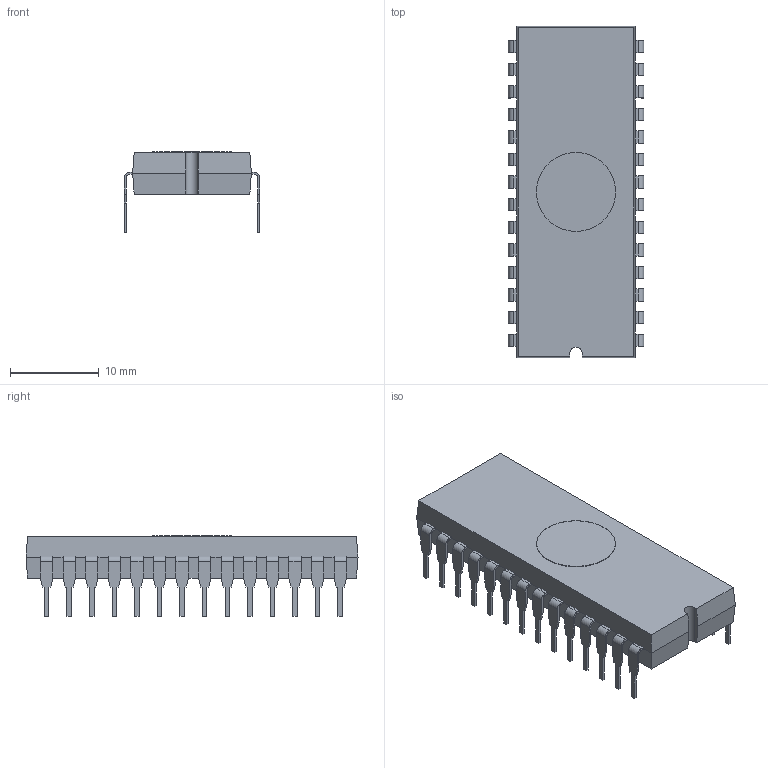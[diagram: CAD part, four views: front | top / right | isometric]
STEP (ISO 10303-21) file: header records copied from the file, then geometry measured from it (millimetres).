
FILE_DESCRIPTION (( 'STEP AP214' ), '1' );
FILE_NAME ('B56F9DE0-79E2-4E94-9E58-AAE0548C4E52.STEP', '2008-07-03T18:21:56', ( 'sysAdmin' ), ( 'SolidWorks' ), 'SwSTEP 2.0', 'SolidWorks 2008', '' );
FILE_SCHEMA (( 'AUTOMOTIVE_DESIGN' ));
Length unit declared in the file: millimetre
Products named in the file (1): B56F9DE0-79E2-4E94-9E58-AAE0548C4E52
Bounding box: 15.24 x 37.34 x 9.09 mm (x, y, z)
Volume: 2358.3 mm3; surface area: 1932.9 mm2
Topology: 1 solids, 1 shells, 438 faces, 1301 edges, 866 vertices
Faces by surface type: plane 379, cylinder 59
Entity records: 14615 total; most frequent: CARTESIAN_POINT 2606, ORIENTED_EDGE 2602, DIRECTION 2297, EDGE_CURVE 1301, VECTOR 1183, LINE 1183, VERTEX_POINT 866, AXIS2_PLACEMENT_3D 557
